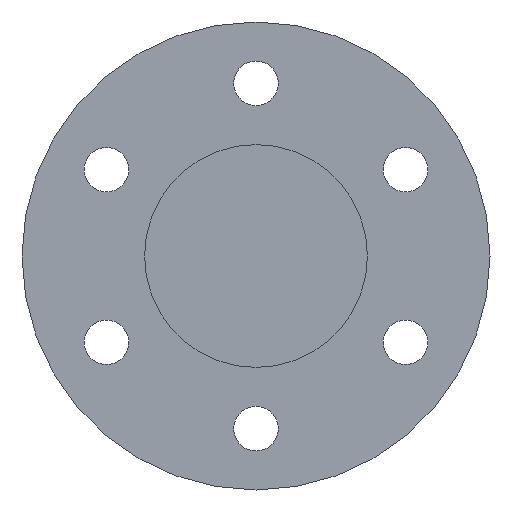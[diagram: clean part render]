
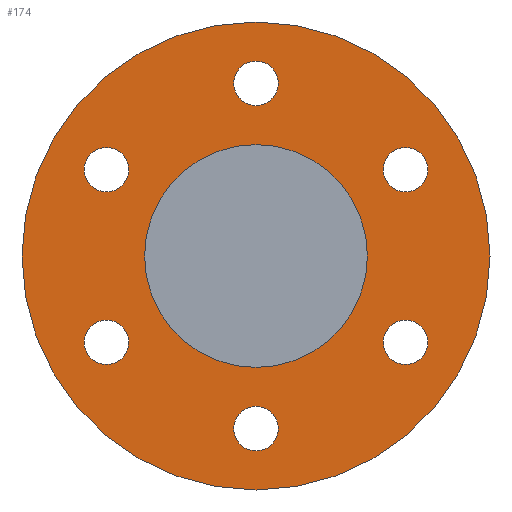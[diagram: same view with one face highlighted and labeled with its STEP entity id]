
A CAD part, front view. The second image highlights one B-rep face of the part: STEP entity #174.
In plain terms, the highlighted planar face has unit normal (0, -1, 0).
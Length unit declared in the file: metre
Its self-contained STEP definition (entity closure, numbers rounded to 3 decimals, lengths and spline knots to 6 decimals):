
#12=PLANE('',#212);
#29=ORIENTED_EDGE('',*,*,#61,.F.);
#30=ORIENTED_EDGE('',*,*,#57,.F.);
#31=ORIENTED_EDGE('',*,*,#55,.F.);
#32=ORIENTED_EDGE('',*,*,#53,.F.);
#33=ORIENTED_EDGE('',*,*,#51,.F.);
#34=ORIENTED_EDGE('',*,*,#49,.F.);
#35=ORIENTED_EDGE('',*,*,#47,.F.);
#36=ORIENTED_EDGE('',*,*,#59,.T.);
#47=EDGE_CURVE('',#63,#63,#79,.T.);
#49=EDGE_CURVE('',#65,#65,#81,.T.);
#51=EDGE_CURVE('',#67,#67,#83,.T.);
#53=EDGE_CURVE('',#69,#69,#85,.T.);
#55=EDGE_CURVE('',#71,#71,#87,.T.);
#57=EDGE_CURVE('',#73,#73,#89,.T.);
#59=EDGE_CURVE('',#75,#75,#91,.T.);
#61=EDGE_CURVE('',#77,#77,#93,.T.);
#63=VERTEX_POINT('',#277);
#65=VERTEX_POINT('',#282);
#67=VERTEX_POINT('',#287);
#69=VERTEX_POINT('',#292);
#71=VERTEX_POINT('',#297);
#73=VERTEX_POINT('',#302);
#75=VERTEX_POINT('',#307);
#77=VERTEX_POINT('',#312);
#79=CIRCLE('',#192,0.002);
#81=CIRCLE('',#195,0.002);
#83=CIRCLE('',#198,0.002);
#85=CIRCLE('',#201,0.002);
#87=CIRCLE('',#204,0.002);
#89=CIRCLE('',#207,0.002);
#91=CIRCLE('',#210,0.021);
#93=CIRCLE('',#213,0.01);
#109=EDGE_LOOP('',(#29));
#110=EDGE_LOOP('',(#30));
#111=EDGE_LOOP('',(#31));
#112=EDGE_LOOP('',(#32));
#113=EDGE_LOOP('',(#33));
#114=EDGE_LOOP('',(#34));
#115=EDGE_LOOP('',(#35));
#116=EDGE_LOOP('',(#36));
#141=FACE_BOUND('',#109,.T.);
#142=FACE_BOUND('',#110,.T.);
#143=FACE_BOUND('',#111,.T.);
#144=FACE_BOUND('',#112,.T.);
#145=FACE_BOUND('',#113,.T.);
#146=FACE_BOUND('',#114,.T.);
#147=FACE_BOUND('',#115,.T.);
#148=FACE_BOUND('',#116,.T.);
#174=ADVANCED_FACE('',(#141,#142,#143,#144,#145,#146,#147,#148),#12,.T.);
#192=AXIS2_PLACEMENT_3D('',#276,#222,#223);
#195=AXIS2_PLACEMENT_3D('',#281,#228,#229);
#198=AXIS2_PLACEMENT_3D('',#286,#234,#235);
#201=AXIS2_PLACEMENT_3D('',#291,#240,#241);
#204=AXIS2_PLACEMENT_3D('',#296,#246,#247);
#207=AXIS2_PLACEMENT_3D('',#301,#252,#253);
#210=AXIS2_PLACEMENT_3D('',#306,#258,#259);
#212=AXIS2_PLACEMENT_3D('',#310,#262,#263);
#213=AXIS2_PLACEMENT_3D('',#311,#264,#265);
#222=DIRECTION('',(0.,-1.,0.));
#223=DIRECTION('',(0.,0.,-1.));
#228=DIRECTION('',(0.,-1.,0.));
#229=DIRECTION('',(0.,0.,-1.));
#234=DIRECTION('',(0.,-1.,0.));
#235=DIRECTION('',(0.,0.,-1.));
#240=DIRECTION('',(0.,-1.,0.));
#241=DIRECTION('',(0.,0.,-1.));
#246=DIRECTION('',(0.,-1.,0.));
#247=DIRECTION('',(0.,0.,-1.));
#252=DIRECTION('',(0.,-1.,0.));
#253=DIRECTION('',(0.,0.,-1.));
#258=DIRECTION('',(0.,-1.,0.));
#259=DIRECTION('',(0.,0.,-1.));
#262=DIRECTION('',(0.,-1.,0.));
#263=DIRECTION('',(1.,0.,0.));
#264=DIRECTION('',(0.,-1.,0.));
#265=DIRECTION('',(0.,0.,-1.));
#276=CARTESIAN_POINT('',(0.,-0.01,0.0155));
#277=CARTESIAN_POINT('',(0.,-0.01,0.0135));
#281=CARTESIAN_POINT('',(-0.013423,-0.01,0.00775));
#282=CARTESIAN_POINT('',(-0.013423,-0.01,0.00575));
#286=CARTESIAN_POINT('',(-0.013423,-0.01,-0.00775));
#287=CARTESIAN_POINT('',(-0.013423,-0.01,-0.00975));
#291=CARTESIAN_POINT('',(0.,-0.01,-0.0155));
#292=CARTESIAN_POINT('',(0.,-0.01,-0.0175));
#296=CARTESIAN_POINT('',(0.013423,-0.01,-0.00775));
#297=CARTESIAN_POINT('',(0.013423,-0.01,-0.00975));
#301=CARTESIAN_POINT('',(0.013423,-0.01,0.00775));
#302=CARTESIAN_POINT('',(0.013423,-0.01,0.00575));
#306=CARTESIAN_POINT('',(0.,-0.01,0.));
#307=CARTESIAN_POINT('',(0.,-0.01,-0.021));
#310=CARTESIAN_POINT('',(0.,-0.01,0.));
#311=CARTESIAN_POINT('',(0.,-0.01,0.));
#312=CARTESIAN_POINT('',(0.,-0.01,-0.01));
